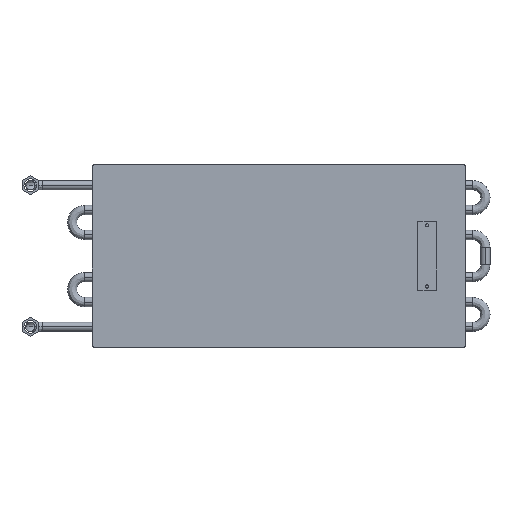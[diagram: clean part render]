
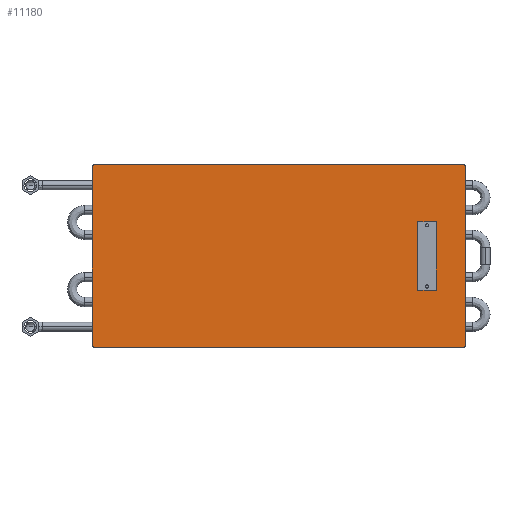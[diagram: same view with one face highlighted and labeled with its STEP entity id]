
A CAD part, top view. The second image highlights one B-rep face of the part: STEP entity #11180.
In plain terms, the highlighted planar face has unit normal (0, 0, 1).
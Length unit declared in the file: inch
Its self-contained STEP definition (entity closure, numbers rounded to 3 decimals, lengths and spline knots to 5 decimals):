
#88 = VERTEX_POINT ( 'NONE', #5760 ) ;
#138 = ORIENTED_EDGE ( 'NONE', *, *, #30236, .T. ) ;
#419 = VECTOR ( 'NONE', #25254, 39.37008 ) ;
#645 = VERTEX_POINT ( 'NONE', #7497 ) ;
#699 = VERTEX_POINT ( 'NONE', #7732 ) ;
#796 = VECTOR ( 'NONE', #1573, 39.37008 ) ;
#808 = DIRECTION ( 'NONE',  ( 0., -1., 0. ) ) ;
#816 = CARTESIAN_POINT ( 'NONE',  ( 327.05347, 13.96843, 7.73494 ) ) ;
#1173 = VERTEX_POINT ( 'NONE', #18222 ) ;
#1287 = PLANE ( 'NONE',  #29442 ) ;
#1516 = DIRECTION ( 'NONE',  ( 0., -1., 0. ) ) ;
#1573 = DIRECTION ( 'NONE',  ( 1., 0., 0. ) ) ;
#1829 = VECTOR ( 'NONE', #22460, 39.37008 ) ;
#2260 = LINE ( 'NONE', #16137, #6492 ) ;
#2264 = EDGE_CURVE ( 'NONE', #699, #88, #3622, .T. ) ;
#2288 = AXIS2_PLACEMENT_3D ( 'NONE', #6722, #23117, #7777 ) ;
#2297 = CARTESIAN_POINT ( 'NONE',  ( 313.51547, 11.55843, 7.73494 ) ) ;
#2339 = CIRCLE ( 'NONE', #21836, 0.068 ) ;
#2378 = EDGE_LOOP ( 'NONE', ( #26367, #19315 ) ) ;
#2471 = VERTEX_POINT ( 'NONE', #24697 ) ;
#3208 = DIRECTION ( 'NONE',  ( 0., 0., -1. ) ) ;
#3563 = CARTESIAN_POINT ( 'NONE',  ( 328.51547, 11.55843, 7.73494 ) ) ;
#3622 = LINE ( 'NONE', #6117, #28379 ) ;
#3756 = DIRECTION ( 'NONE',  ( 0., 0., 1. ) ) ;
#3909 = DIRECTION ( 'NONE',  ( 0., 1., 0. ) ) ;
#3984 = ORIENTED_EDGE ( 'NONE', *, *, #15171, .T. ) ;
#4011 = ORIENTED_EDGE ( 'NONE', *, *, #25553, .F. ) ;
#4895 = ORIENTED_EDGE ( 'NONE', *, *, #26822, .F. ) ;
#5316 = ORIENTED_EDGE ( 'NONE', *, *, #8322, .T. ) ;
#5397 = LINE ( 'NONE', #22805, #419 ) ;
#5592 = EDGE_CURVE ( 'NONE', #22581, #23262, #15832, .T. ) ;
#5760 = CARTESIAN_POINT ( 'NONE',  ( 313.54547, 18.88843, 7.73494 ) ) ;
#5794 = EDGE_CURVE ( 'NONE', #88, #13583, #25098, .T. ) ;
#5971 = CARTESIAN_POINT ( 'NONE',  ( 328.48547, 11.50843, 7.73494 ) ) ;
#6026 = VECTOR ( 'NONE', #25166, 39.37008 ) ;
#6117 = CARTESIAN_POINT ( 'NONE',  ( 328.51547, 18.88843, 7.73494 ) ) ;
#6492 = VECTOR ( 'NONE', #3909, 39.37008 ) ;
#6722 = CARTESIAN_POINT ( 'NONE',  ( 326.98547, 16.42843, 7.73494 ) ) ;
#6798 = LINE ( 'NONE', #30029, #13396 ) ;
#7024 = EDGE_CURVE ( 'NONE', #1173, #2471, #2260, .T. ) ;
#7210 = VERTEX_POINT ( 'NONE', #19505 ) ;
#7242 = VECTOR ( 'NONE', #808, 39.37008 ) ;
#7497 = CARTESIAN_POINT ( 'NONE',  ( 313.51547, 18.83843, 7.73494 ) ) ;
#7556 = ORIENTED_EDGE ( 'NONE', *, *, #7024, .T. ) ;
#7732 = CARTESIAN_POINT ( 'NONE',  ( 328.48547, 18.88843, 7.73494 ) ) ;
#7777 = DIRECTION ( 'NONE',  ( -1., 0., 0. ) ) ;
#8322 = EDGE_CURVE ( 'NONE', #7210, #699, #6798, .T. ) ;
#8326 = EDGE_CURVE ( 'NONE', #645, #31859, #25795, .T. ) ;
#8702 = CARTESIAN_POINT ( 'NONE',  ( 313.54547, 11.55843, 7.73494 ) ) ;
#8835 = LINE ( 'NONE', #2297, #22003 ) ;
#8850 = CARTESIAN_POINT ( 'NONE',  ( 313.54547, 15.19843, 7.73494 ) ) ;
#9391 = VERTEX_POINT ( 'NONE', #8702 ) ;
#9567 = AXIS2_PLACEMENT_3D ( 'NONE', #29241, #14408, #31739 ) ;
#10537 = FACE_OUTER_BOUND ( 'NONE', #18626, .T. ) ;
#10768 = VERTEX_POINT ( 'NONE', #14252 ) ;
#11180 = ADVANCED_FACE ( 'NONE', ( #10537, #22947, #17116 ), #1287, .T. ) ;
#11588 = CARTESIAN_POINT ( 'NONE',  ( 328.51547, 18.83843, 7.73494 ) ) ;
#11836 = AXIS2_PLACEMENT_3D ( 'NONE', #27459, #12631, #29949 ) ;
#12631 = DIRECTION ( 'NONE',  ( 0., 0., -1. ) ) ;
#12705 = EDGE_CURVE ( 'NONE', #7210, #2471, #27858, .T. ) ;
#12768 = VERTEX_POINT ( 'NONE', #16622 ) ;
#13396 = VECTOR ( 'NONE', #22598, 39.37008 ) ;
#13559 = CIRCLE ( 'NONE', #2288, 0.068 ) ;
#13583 = VERTEX_POINT ( 'NONE', #28671 ) ;
#13836 = CARTESIAN_POINT ( 'NONE',  ( 313.51547, 11.55843, 7.73494 ) ) ;
#13951 = DIRECTION ( 'NONE',  ( 1., 0., 0. ) ) ;
#14206 = VECTOR ( 'NONE', #28325, 39.37008 ) ;
#14252 = CARTESIAN_POINT ( 'NONE',  ( 326.91747, 16.42843, 7.73494 ) ) ;
#14408 = DIRECTION ( 'NONE',  ( 0., 0., -1. ) ) ;
#14498 = EDGE_CURVE ( 'NONE', #32035, #23915, #5397, .T. ) ;
#15171 = EDGE_CURVE ( 'NONE', #19716, #10768, #13559, .T. ) ;
#15590 = CARTESIAN_POINT ( 'NONE',  ( 313.54547, 15.19843, 7.73494 ) ) ;
#15832 = CIRCLE ( 'NONE', #9567, 0.068 ) ;
#16137 = CARTESIAN_POINT ( 'NONE',  ( 328.51547, 18.85843, 7.73494 ) ) ;
#16622 = CARTESIAN_POINT ( 'NONE',  ( 328.48547, 11.55843, 7.73494 ) ) ;
#16624 = EDGE_CURVE ( 'NONE', #23262, #22581, #21635, .T. ) ;
#17116 = FACE_BOUND ( 'NONE', #2378, .T. ) ;
#17252 = VECTOR ( 'NONE', #13951, 39.37008 ) ;
#18013 = CARTESIAN_POINT ( 'NONE',  ( 326.98547, 16.42843, 7.73494 ) ) ;
#18222 = CARTESIAN_POINT ( 'NONE',  ( 328.51547, 11.55843, 7.73494 ) ) ;
#18371 = CARTESIAN_POINT ( 'NONE',  ( 327.05347, 16.42843, 7.73494 ) ) ;
#18626 = EDGE_LOOP ( 'NONE', ( #28378, #26006, #32061, #26282, #27803, #4011, #7556, #25594, #5316, #30794, #27723, #4895 ) ) ;
#18889 = LINE ( 'NONE', #15590, #7242 ) ;
#19315 = ORIENTED_EDGE ( 'NONE', *, *, #5592, .T. ) ;
#19505 = CARTESIAN_POINT ( 'NONE',  ( 328.48547, 18.83843, 7.73494 ) ) ;
#19617 = DIRECTION ( 'NONE',  ( -1., 0., 0. ) ) ;
#19716 = VERTEX_POINT ( 'NONE', #18371 ) ;
#20093 = EDGE_CURVE ( 'NONE', #23915, #12768, #28130, .T. ) ;
#20549 = DIRECTION ( 'NONE',  ( -1., 0., 0. ) ) ;
#21101 = DIRECTION ( 'NONE',  ( 1., 0., 0. ) ) ;
#21616 = LINE ( 'NONE', #3563, #14206 ) ;
#21635 = CIRCLE ( 'NONE', #11836, 0.068 ) ;
#21836 = AXIS2_PLACEMENT_3D ( 'NONE', #18013, #3208, #20549 ) ;
#21975 = CARTESIAN_POINT ( 'NONE',  ( 313.54547, 11.50843, 7.73494 ) ) ;
#22003 = VECTOR ( 'NONE', #19617, 39.37008 ) ;
#22460 = DIRECTION ( 'NONE',  ( 0., 1., 0. ) ) ;
#22581 = VERTEX_POINT ( 'NONE', #816 ) ;
#22598 = DIRECTION ( 'NONE',  ( 0., 1., 0. ) ) ;
#22710 = CARTESIAN_POINT ( 'NONE',  ( 313.51547, 18.85843, 7.73494 ) ) ;
#22805 = CARTESIAN_POINT ( 'NONE',  ( 328.51547, 11.50843, 7.73494 ) ) ;
#22947 = FACE_BOUND ( 'NONE', #25793, .T. ) ;
#23117 = DIRECTION ( 'NONE',  ( 0., 0., -1. ) ) ;
#23262 = VERTEX_POINT ( 'NONE', #30139 ) ;
#23575 = VECTOR ( 'NONE', #1516, 39.37008 ) ;
#23819 = CARTESIAN_POINT ( 'NONE',  ( 313.51547, 18.83843, 7.73494 ) ) ;
#23915 = VERTEX_POINT ( 'NONE', #5971 ) ;
#24608 = LINE ( 'NONE', #23819, #17252 ) ;
#24697 = CARTESIAN_POINT ( 'NONE',  ( 328.51547, 18.83843, 7.73494 ) ) ;
#25098 = LINE ( 'NONE', #8850, #23575 ) ;
#25166 = DIRECTION ( 'NONE',  ( 0., -1., 0. ) ) ;
#25254 = DIRECTION ( 'NONE',  ( 1., 0., 0. ) ) ;
#25264 = EDGE_CURVE ( 'NONE', #9391, #31859, #8835, .T. ) ;
#25553 = EDGE_CURVE ( 'NONE', #1173, #12768, #21616, .T. ) ;
#25594 = ORIENTED_EDGE ( 'NONE', *, *, #12705, .F. ) ;
#25793 = EDGE_LOOP ( 'NONE', ( #138, #3984 ) ) ;
#25795 = LINE ( 'NONE', #22710, #6026 ) ;
#26006 = ORIENTED_EDGE ( 'NONE', *, *, #25264, .F. ) ;
#26282 = ORIENTED_EDGE ( 'NONE', *, *, #14498, .T. ) ;
#26367 = ORIENTED_EDGE ( 'NONE', *, *, #16624, .T. ) ;
#26822 = EDGE_CURVE ( 'NONE', #645, #13583, #24608, .T. ) ;
#27406 = CARTESIAN_POINT ( 'NONE',  ( 328.48547, 15.19843, 7.73494 ) ) ;
#27459 = CARTESIAN_POINT ( 'NONE',  ( 326.98547, 13.96843, 7.73494 ) ) ;
#27723 = ORIENTED_EDGE ( 'NONE', *, *, #5794, .T. ) ;
#27803 = ORIENTED_EDGE ( 'NONE', *, *, #20093, .T. ) ;
#27858 = LINE ( 'NONE', #11588, #796 ) ;
#28130 = LINE ( 'NONE', #27406, #1829 ) ;
#28325 = DIRECTION ( 'NONE',  ( -1., 0., 0. ) ) ;
#28378 = ORIENTED_EDGE ( 'NONE', *, *, #8326, .T. ) ;
#28379 = VECTOR ( 'NONE', #28388, 39.37008 ) ;
#28388 = DIRECTION ( 'NONE',  ( -1., 0., 0. ) ) ;
#28671 = CARTESIAN_POINT ( 'NONE',  ( 313.54547, 18.83843, 7.73494 ) ) ;
#29241 = CARTESIAN_POINT ( 'NONE',  ( 326.98547, 13.96843, 7.73494 ) ) ;
#29442 = AXIS2_PLACEMENT_3D ( 'NONE', #30907, #3756, #21101 ) ;
#29949 = DIRECTION ( 'NONE',  ( -1., 0., 0. ) ) ;
#30029 = CARTESIAN_POINT ( 'NONE',  ( 328.48547, 15.19843, 7.73494 ) ) ;
#30139 = CARTESIAN_POINT ( 'NONE',  ( 326.91747, 13.96843, 7.73494 ) ) ;
#30236 = EDGE_CURVE ( 'NONE', #10768, #19716, #2339, .T. ) ;
#30794 = ORIENTED_EDGE ( 'NONE', *, *, #2264, .T. ) ;
#30907 = CARTESIAN_POINT ( 'NONE',  ( 328.51547, 18.85843, 7.73494 ) ) ;
#31665 = EDGE_CURVE ( 'NONE', #9391, #32035, #18889, .T. ) ;
#31739 = DIRECTION ( 'NONE',  ( -1., 0., 0. ) ) ;
#31859 = VERTEX_POINT ( 'NONE', #13836 ) ;
#32035 = VERTEX_POINT ( 'NONE', #21975 ) ;
#32061 = ORIENTED_EDGE ( 'NONE', *, *, #31665, .T. ) ;
